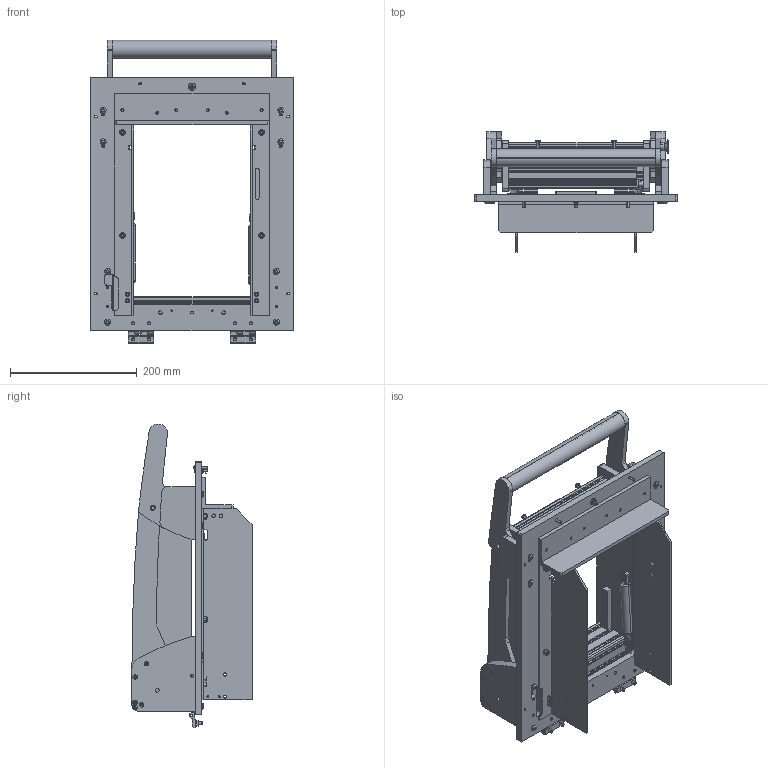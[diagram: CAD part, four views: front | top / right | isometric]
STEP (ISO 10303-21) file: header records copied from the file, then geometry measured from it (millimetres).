
FILE_DESCRIPTION (( 'STEP AP214' ), '1' );
FILE_NAME ('INGUN_48372.STEP', '2024-11-18T09:20:54', ( '' ), ( '' ), 'SwSTEP 2.0', 'SolidWorks 2023', '' );
FILE_SCHEMA (( 'AUTOMOTIVE_DESIGN' ));
Length unit declared in the file: millimetre
Products named in the file (56): K_02037~0; 112064~0_S; 53836~2_KUNDE<S>; SCHNORR~n_04,3 M04; DIN912~n_M04,0x016; 39893~3_KUNDE<S>; 115901~1_verstemmt <S>; 53031~0_S; 109948~1_KUNDE<S>; 55712~0_KUNDE<S>; 40569~1_S; DIN6325~n_04,0m6x016; 36176~0_S; 115689~0_S; 57801~2_S; 48377~7_KUNDE<S>; 11536~1; 109128~0_S; 116176~0_S; 3381~0; 40571~1_S; DIN6325~n_06,0m6x012; 2281~0; 39892~7_KUNDE<S>; ISO7380~n_M04,0x020; 48509~2_S; 36174~15; SCHNORR~n_05,3 M05; 35663~9_S; DIN6325~n_04,0m6x014; 109949~0_KUNDE<S>; K_02038~0; 34328~1_S; 114566~2_S; 39894~2_KUNDE<S>; INGUN_48372; 30618~4_S; 55713~1_KUNDE<S>; K_02037~0_Standard ohne Dyn Punkt<Standard>; DIN125~n_06,4 M06,0 Fase ...
Assembly tree (124 placements, depth 5):
  INGUN_48372
    48377~7_KUNDE<S>
      53836~2_KUNDE<S>
      53837~3_KUNDE<S>
      34328~1_S  x2
      40569~1_S
      40571~1_S
      3381~0  x2
      57801~2_S  x2
      49317~0  x2
      ISO7380~n_M04,0x020
      ISO7380~n_M04,0x016
      DIN125~n_06,4 M06,0 Fase  x2
    48378~6_S
      36174~15
      48381~0_S
      35662~11_S
      35663~9_S
      48509~2_S
      2281~0_180°<Standard>  x2
        2281~0
      112064~0_S  x2
      53031~0_S
      114566~2_S  x2
        115900~0_S
          115689~0_S
          115901~1_verstemmt <S>
          30618~4_S
          116176~0_S
        DIN912~n_M04,0x016
        SCHNORR~n_04,3 M04
      DIN7991~n_M05,0x016  x10
      DIN7991~n_M05,0x020  x6
      SCHNORR~n_05,3 M05  x4
      DIN934~n_M05,0  x4
      DIN6325~n_04,0m6x016  x2
      DIN6325~n_06,0m6x012  x2
    109949~0_KUNDE<S>
      55713~1_KUNDE<S>
    109950~0_KUNDE<S>
      55713~1_KUNDE<S>
    39892~7_KUNDE<S>
    39891~3_KUNDE<S>
    39894~2_KUNDE<S>
    39893~3_KUNDE<S>
    109948~1_KUNDE<S>
      36176~0_S
      55712~0_KUNDE<S>  x2
    47523~0_S  x10
    38786~1
      K_02037~0
      K_02038~0
    11536~1
      K_02037~0_Standard ohne Dyn Punkt<Standard>
      K_02038~0
    109128~0_S
    ISO7380~n_M05,0x016  x8
    DIN6325~n_04,0m6x014  x8
    ISO7380~n_M04,0x020  x2
    SCHNORR~n_05,3 M05  x8
Bounding box: 320 x 190.06 x 480.44 mm (x, y, z)
Volume: 2689513.5 mm3; surface area: 1041590.6 mm2
Topology: 124 solids, 124 shells, 3207 faces, 8237 edges, 5268 vertices
Faces by surface type: cylinder 1347, plane 1238, cone 441, bspline 81, sphere 52, torus 48
Entity records: 61482 total; most frequent: CARTESIAN_POINT 12209, DIRECTION 10425, ORIENTED_EDGE 9646, EDGE_CURVE 4823, AXIS2_PLACEMENT_3D 3888, VERTEX_POINT 3123, LINE 2649, VECTOR 2649
